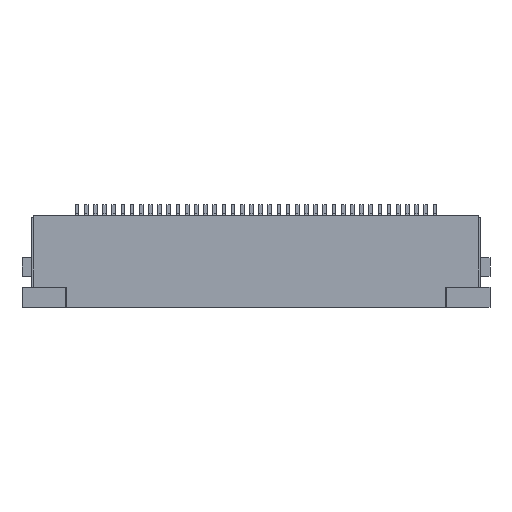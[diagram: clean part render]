
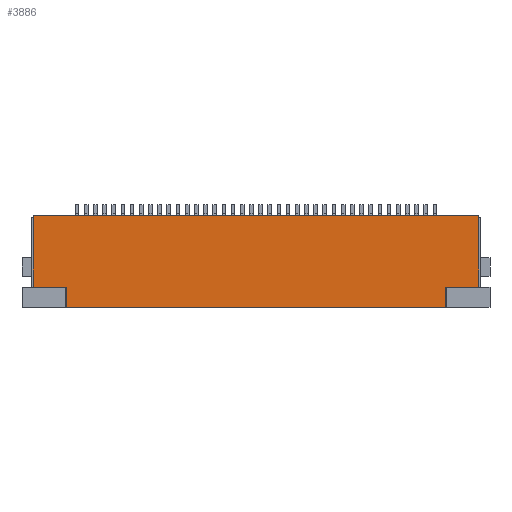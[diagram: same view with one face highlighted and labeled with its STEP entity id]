
A CAD part, top view. The second image highlights one B-rep face of the part: STEP entity #3886.
In plain terms, the highlighted planar face has unit normal (0, 0, 1).
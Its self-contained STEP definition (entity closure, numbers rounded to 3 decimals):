
#223 = DIRECTION ( 'NONE',  ( 1., 0., 0. ) ) ;
#840 = DIRECTION ( 'NONE',  ( -1., 0., 0. ) ) ;
#849 = ORIENTED_EDGE ( 'NONE', *, *, #11294, .T. ) ;
#962 = VERTEX_POINT ( 'NONE', #2700 ) ;
#1131 = LINE ( 'NONE', #37341, #3815 ) ;
#1364 = VERTEX_POINT ( 'NONE', #12297 ) ;
#1629 = VERTEX_POINT ( 'NONE', #3085 ) ;
#2325 = AXIS2_PLACEMENT_3D ( 'NONE', #24129, #48417, #223 ) ;
#2700 = CARTESIAN_POINT ( 'NONE',  ( 10.3, 0., 2. ) ) ;
#3085 = CARTESIAN_POINT ( 'NONE',  ( -12.15, 5., 2. ) ) ;
#3374 = VECTOR ( 'NONE', #25488, 1000. ) ;
#3815 = VECTOR ( 'NONE', #33383, 1000. ) ;
#3886 = ADVANCED_FACE ( 'NONE', ( #7110 ), #34891, .T. ) ;
#4551 = CARTESIAN_POINT ( 'NONE',  ( -10.3, 0., 2. ) ) ;
#5303 = VECTOR ( 'NONE', #37097, 1000. ) ;
#5610 = LINE ( 'NONE', #10032, #16412 ) ;
#6981 = ORIENTED_EDGE ( 'NONE', *, *, #32118, .T. ) ;
#7110 = FACE_OUTER_BOUND ( 'NONE', #19526, .T. ) ;
#9282 = LINE ( 'NONE', #37350, #5303 ) ;
#10032 = CARTESIAN_POINT ( 'NONE',  ( 10.3, 1.1, 2. ) ) ;
#11294 = EDGE_CURVE ( 'NONE', #22664, #1629, #40319, .T. ) ;
#12059 = VECTOR ( 'NONE', #48849, 1000. ) ;
#12297 = CARTESIAN_POINT ( 'NONE',  ( -10.3, 1.1, 2. ) ) ;
#13965 = EDGE_CURVE ( 'NONE', #51274, #1364, #21331, .T. ) ;
#14622 = CARTESIAN_POINT ( 'NONE',  ( 12.15, 5., 2. ) ) ;
#15918 = VECTOR ( 'NONE', #22107, 1000. ) ;
#16412 = VECTOR ( 'NONE', #37863, 1000. ) ;
#16423 = EDGE_CURVE ( 'NONE', #962, #51274, #37055, .T. ) ;
#16551 = VECTOR ( 'NONE', #18794, 1000. ) ;
#18387 = EDGE_CURVE ( 'NONE', #23726, #962, #5610, .T. ) ;
#18794 = DIRECTION ( 'NONE',  ( 0., 1., 0. ) ) ;
#19383 = EDGE_CURVE ( 'NONE', #45264, #1629, #22728, .T. ) ;
#19526 = EDGE_LOOP ( 'NONE', ( #46090, #849, #50151, #6981, #46862, #31223, #51154, #50288 ) ) ;
#21331 = LINE ( 'NONE', #49769, #15918 ) ;
#22107 = DIRECTION ( 'NONE',  ( 0., 1., 0. ) ) ;
#22201 = LINE ( 'NONE', #24971, #3374 ) ;
#22664 = VERTEX_POINT ( 'NONE', #14622 ) ;
#22728 = LINE ( 'NONE', #38699, #16551 ) ;
#23726 = VERTEX_POINT ( 'NONE', #33351 ) ;
#24129 = CARTESIAN_POINT ( 'NONE',  ( 0., 2.5, 2. ) ) ;
#24971 = CARTESIAN_POINT ( 'NONE',  ( 12.15, 1.1, 2. ) ) ;
#25242 = EDGE_CURVE ( 'NONE', #26297, #22664, #22201, .T. ) ;
#25488 = DIRECTION ( 'NONE',  ( 0., 1., 0. ) ) ;
#26297 = VERTEX_POINT ( 'NONE', #50676 ) ;
#26309 = CARTESIAN_POINT ( 'NONE',  ( -12.15, 1.1, 2. ) ) ;
#26501 = EDGE_CURVE ( 'NONE', #23726, #26297, #9282, .T. ) ;
#26976 = VECTOR ( 'NONE', #840, 1000. ) ;
#31223 = ORIENTED_EDGE ( 'NONE', *, *, #16423, .F. ) ;
#32118 = EDGE_CURVE ( 'NONE', #45264, #1364, #1131, .T. ) ;
#32938 = CARTESIAN_POINT ( 'NONE',  ( 12.15, 5., 2. ) ) ;
#33351 = CARTESIAN_POINT ( 'NONE',  ( 10.3, 1.1, 2. ) ) ;
#33383 = DIRECTION ( 'NONE',  ( 1., 0., 0. ) ) ;
#34891 = PLANE ( 'NONE',  #2325 ) ;
#36798 = CARTESIAN_POINT ( 'NONE',  ( 10.3, 0., 2. ) ) ;
#37055 = LINE ( 'NONE', #36798, #26976 ) ;
#37097 = DIRECTION ( 'NONE',  ( 1., 0., 0. ) ) ;
#37341 = CARTESIAN_POINT ( 'NONE',  ( -12.15, 1.1, 2. ) ) ;
#37350 = CARTESIAN_POINT ( 'NONE',  ( 10.3, 1.1, 2. ) ) ;
#37863 = DIRECTION ( 'NONE',  ( 0., -1., 0. ) ) ;
#38699 = CARTESIAN_POINT ( 'NONE',  ( -12.15, 1.1, 2. ) ) ;
#40319 = LINE ( 'NONE', #32938, #12059 ) ;
#45264 = VERTEX_POINT ( 'NONE', #26309 ) ;
#46090 = ORIENTED_EDGE ( 'NONE', *, *, #25242, .T. ) ;
#46862 = ORIENTED_EDGE ( 'NONE', *, *, #13965, .F. ) ;
#48417 = DIRECTION ( 'NONE',  ( 0., 0., 1. ) ) ;
#48849 = DIRECTION ( 'NONE',  ( -1., 0., 0. ) ) ;
#49769 = CARTESIAN_POINT ( 'NONE',  ( -10.3, 0., 2. ) ) ;
#50151 = ORIENTED_EDGE ( 'NONE', *, *, #19383, .F. ) ;
#50288 = ORIENTED_EDGE ( 'NONE', *, *, #26501, .T. ) ;
#50676 = CARTESIAN_POINT ( 'NONE',  ( 12.15, 1.1, 2. ) ) ;
#51154 = ORIENTED_EDGE ( 'NONE', *, *, #18387, .F. ) ;
#51274 = VERTEX_POINT ( 'NONE', #4551 ) ;
